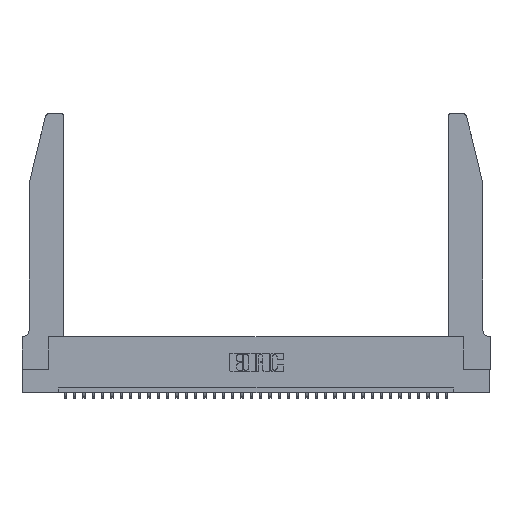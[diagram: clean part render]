
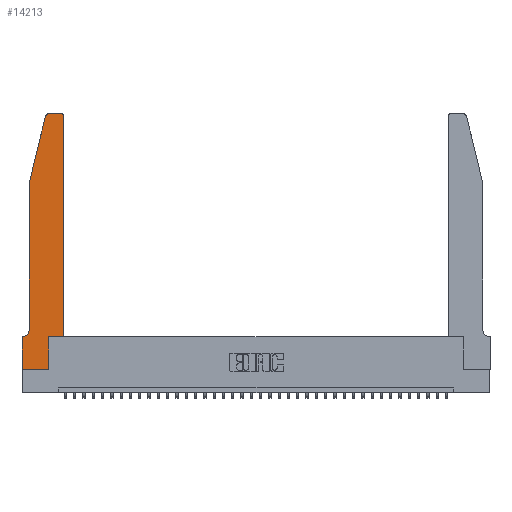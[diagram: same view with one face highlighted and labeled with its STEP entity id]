
A CAD part, top view. The second image highlights one B-rep face of the part: STEP entity #14213.
In plain terms, the highlighted planar face has unit normal (0, 0, 1).
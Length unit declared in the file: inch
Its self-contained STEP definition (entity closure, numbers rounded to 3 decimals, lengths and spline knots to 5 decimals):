
#125 = DIRECTION ( 'NONE',  ( 0., 0., 1. ) ) ;
#231 = CARTESIAN_POINT ( 'NONE',  ( 0.2865, 0., 0.37 ) ) ;
#301 = CARTESIAN_POINT ( 'NONE',  ( 0.4505, 0.35, 0.37 ) ) ;
#992 = CARTESIAN_POINT ( 'NONE',  ( 0.0755, 0.35, 0.37 ) ) ;
#1022 = EDGE_LOOP ( 'NONE', ( #22041, #3932, #27101, #4802, #34235, #8415, #28724, #17146, #7613, #7106, #14131, #28366 ) ) ;
#1028 = CARTESIAN_POINT ( 'NONE',  ( 0.0755, 2., 0.37 ) ) ;
#1098 = AXIS2_PLACEMENT_3D ( 'NONE', #33812, #125, #22256 ) ;
#1225 = EDGE_CURVE ( 'NONE', #16364, #31101, #10574, .T. ) ;
#1283 = EDGE_CURVE ( 'NONE', #19662, #13233, #14953, .T. ) ;
#1580 = VECTOR ( 'NONE', #12740, 39.37008 ) ;
#1737 = CARTESIAN_POINT ( 'NONE',  ( 0., 0., 0.37 ) ) ;
#1782 = CARTESIAN_POINT ( 'NONE',  ( 0.2865, 0.35, 0.37 ) ) ;
#2467 = LINE ( 'NONE', #1737, #1580 ) ;
#3130 = EDGE_CURVE ( 'NONE', #13233, #16364, #6394, .T. ) ;
#3932 = ORIENTED_EDGE ( 'NONE', *, *, #17116, .T. ) ;
#4311 = DIRECTION ( 'NONE',  ( 0., 1., 0. ) ) ;
#4802 = ORIENTED_EDGE ( 'NONE', *, *, #17283, .T. ) ;
#5600 = DIRECTION ( 'NONE',  ( 0., 1., 0. ) ) ;
#5684 = LINE ( 'NONE', #18719, #34750 ) ;
#5693 = CARTESIAN_POINT ( 'NONE',  ( 0., 0.35, 0.37 ) ) ;
#6153 = EDGE_CURVE ( 'NONE', #29985, #11377, #7929, .T. ) ;
#6394 = CIRCLE ( 'NONE', #26762, 0.03 ) ;
#6417 = AXIS2_PLACEMENT_3D ( 'NONE', #14622, #34470, #34225 ) ;
#6700 = CARTESIAN_POINT ( 'NONE',  ( 0.4205, 2.75, 0.37 ) ) ;
#6791 = DIRECTION ( 'NONE',  ( 0., -1., 0. ) ) ;
#7106 = ORIENTED_EDGE ( 'NONE', *, *, #16008, .T. ) ;
#7361 = EDGE_CURVE ( 'NONE', #11377, #29666, #36044, .T. ) ;
#7613 = ORIENTED_EDGE ( 'NONE', *, *, #32434, .T. ) ;
#7929 = CIRCLE ( 'NONE', #33005, 0.07 ) ;
#8415 = ORIENTED_EDGE ( 'NONE', *, *, #7361, .T. ) ;
#9388 = EDGE_CURVE ( 'NONE', #29666, #30626, #2467, .T. ) ;
#9606 = CARTESIAN_POINT ( 'NONE',  ( 0.0755, 2., 0.37 ) ) ;
#10574 = LINE ( 'NONE', #17620, #19376 ) ;
#11377 = VERTEX_POINT ( 'NONE', #23999 ) ;
#11624 = VECTOR ( 'NONE', #4311, 39.37008 ) ;
#12060 = DIRECTION ( 'NONE',  ( -1., 0., 0. ) ) ;
#12740 = DIRECTION ( 'NONE',  ( 0., -1., 0. ) ) ;
#13233 = VERTEX_POINT ( 'NONE', #20052 ) ;
#13471 = DIRECTION ( 'NONE',  ( 1., 0., 0. ) ) ;
#14131 = ORIENTED_EDGE ( 'NONE', *, *, #1283, .T. ) ;
#14156 = EDGE_CURVE ( 'NONE', #30626, #24855, #23879, .T. ) ;
#14213 = ADVANCED_FACE ( 'NONE', ( #27389 ), #33477, .T. ) ;
#14609 = VECTOR ( 'NONE', #13471, 39.37008 ) ;
#14622 = CARTESIAN_POINT ( 'NONE',  ( 0.284, 2.72, 0.37 ) ) ;
#14953 = LINE ( 'NONE', #30629, #35743 ) ;
#15219 = VECTOR ( 'NONE', #6791, 39.37008 ) ;
#15496 = VERTEX_POINT ( 'NONE', #1782 ) ;
#16008 = EDGE_CURVE ( 'NONE', #15496, #19662, #5684, .T. ) ;
#16029 = CARTESIAN_POINT ( 'NONE',  ( 0., 0., 0.37 ) ) ;
#16364 = VERTEX_POINT ( 'NONE', #6700 ) ;
#17116 = EDGE_CURVE ( 'NONE', #31101, #25027, #26673, .T. ) ;
#17146 = ORIENTED_EDGE ( 'NONE', *, *, #14156, .T. ) ;
#17283 = EDGE_CURVE ( 'NONE', #28613, #29985, #35091, .T. ) ;
#17620 = CARTESIAN_POINT ( 'NONE',  ( 0.2605, 2.75, 0.37 ) ) ;
#18717 = DIRECTION ( 'NONE',  ( -0.239, -0.971, 0. ) ) ;
#18719 = CARTESIAN_POINT ( 'NONE',  ( 0.4505, 0.35, 0.37 ) ) ;
#19165 = LINE ( 'NONE', #26783, #11624 ) ;
#19376 = VECTOR ( 'NONE', #29827, 39.37008 ) ;
#19662 = VERTEX_POINT ( 'NONE', #301 ) ;
#20052 = CARTESIAN_POINT ( 'NONE',  ( 0.4505, 2.72, 0.37 ) ) ;
#20731 = CARTESIAN_POINT ( 'NONE',  ( 0.284, 2.75, 0.37 ) ) ;
#21450 = CARTESIAN_POINT ( 'NONE',  ( 0.0055, 0.42, 0.37 ) ) ;
#22041 = ORIENTED_EDGE ( 'NONE', *, *, #1225, .T. ) ;
#22256 = DIRECTION ( 'NONE',  ( 1., 0., 0. ) ) ;
#23879 = LINE ( 'NONE', #16029, #14609 ) ;
#23999 = CARTESIAN_POINT ( 'NONE',  ( 0.0055, 0.35, 0.37 ) ) ;
#24855 = VERTEX_POINT ( 'NONE', #231 ) ;
#25027 = VERTEX_POINT ( 'NONE', #26628 ) ;
#25810 = CARTESIAN_POINT ( 'NONE',  ( 0.4205, 2.72, 0.37 ) ) ;
#26628 = CARTESIAN_POINT ( 'NONE',  ( 0.25487, 2.72718, 0.37 ) ) ;
#26673 = CIRCLE ( 'NONE', #6417, 0.03 ) ;
#26762 = AXIS2_PLACEMENT_3D ( 'NONE', #25810, #28511, #31396 ) ;
#26783 = CARTESIAN_POINT ( 'NONE',  ( 0.2865, 0.35, 0.37 ) ) ;
#27039 = CARTESIAN_POINT ( 'NONE',  ( 0.0755, 2., 0.37 ) ) ;
#27101 = ORIENTED_EDGE ( 'NONE', *, *, #35418, .T. ) ;
#27389 = FACE_OUTER_BOUND ( 'NONE', #1022, .T. ) ;
#27910 = VECTOR ( 'NONE', #18717, 39.37008 ) ;
#28366 = ORIENTED_EDGE ( 'NONE', *, *, #3130, .T. ) ;
#28511 = DIRECTION ( 'NONE',  ( 0., 0., 1. ) ) ;
#28613 = VERTEX_POINT ( 'NONE', #9606 ) ;
#28724 = ORIENTED_EDGE ( 'NONE', *, *, #9388, .T. ) ;
#28938 = DIRECTION ( 'NONE',  ( 0., 0., -1. ) ) ;
#29633 = CARTESIAN_POINT ( 'NONE',  ( 0., 0., 0.37 ) ) ;
#29666 = VERTEX_POINT ( 'NONE', #5693 ) ;
#29827 = DIRECTION ( 'NONE',  ( -1., 0., 0. ) ) ;
#29985 = VERTEX_POINT ( 'NONE', #32516 ) ;
#30626 = VERTEX_POINT ( 'NONE', #29633 ) ;
#30629 = CARTESIAN_POINT ( 'NONE',  ( 0.4505, 0.35, 0.37 ) ) ;
#31101 = VERTEX_POINT ( 'NONE', #20731 ) ;
#31396 = DIRECTION ( 'NONE',  ( 1., 0., 0. ) ) ;
#31557 = DIRECTION ( 'NONE',  ( -1., 0., 0. ) ) ;
#32354 = LINE ( 'NONE', #27039, #27910 ) ;
#32434 = EDGE_CURVE ( 'NONE', #24855, #15496, #19165, .T. ) ;
#32516 = CARTESIAN_POINT ( 'NONE',  ( 0.0755, 0.42, 0.37 ) ) ;
#33005 = AXIS2_PLACEMENT_3D ( 'NONE', #21450, #28938, #12060 ) ;
#33375 = VECTOR ( 'NONE', #31557, 39.37008 ) ;
#33477 = PLANE ( 'NONE',  #1098 ) ;
#33812 = CARTESIAN_POINT ( 'NONE',  ( 0., 0.35, 0.37 ) ) ;
#34225 = DIRECTION ( 'NONE',  ( 1., 0., 0. ) ) ;
#34235 = ORIENTED_EDGE ( 'NONE', *, *, #6153, .T. ) ;
#34470 = DIRECTION ( 'NONE',  ( 0., 0., 1. ) ) ;
#34750 = VECTOR ( 'NONE', #35735, 39.37008 ) ;
#35091 = LINE ( 'NONE', #1028, #15219 ) ;
#35418 = EDGE_CURVE ( 'NONE', #25027, #28613, #32354, .T. ) ;
#35735 = DIRECTION ( 'NONE',  ( 1., 0., 0. ) ) ;
#35743 = VECTOR ( 'NONE', #5600, 39.37008 ) ;
#36044 = LINE ( 'NONE', #992, #33375 ) ;
